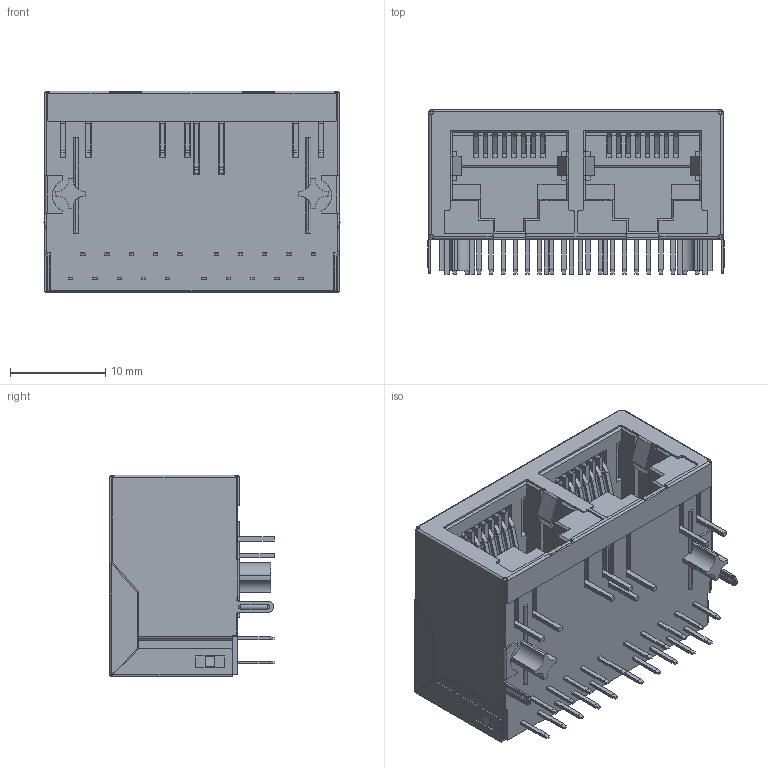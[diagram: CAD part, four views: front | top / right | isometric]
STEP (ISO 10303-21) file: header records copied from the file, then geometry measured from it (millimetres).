
FILE_DESCRIPTION (( 'STEP AP214' ), '1' );
FILE_NAME ('FRJ45081-2306K6K2102-REF .STEP', '2026-02-10T05:54:39', ( '' ), ( '' ), 'SwSTEP 2.0', 'SolidWorks 2021', '' );
FILE_SCHEMA (( 'AUTOMOTIVE_DESIGN' ));
Length unit declared in the file: millimetre
Products named in the file (1): FRJ45081-2306K6K2102-REF 
Bounding box: 31 x 17.2 x 21.15 mm (x, y, z)
Volume: 3952.3 mm3; surface area: 8123.8 mm2
Topology: 1 solids, 5 shells, 1560 faces, 4139 edges, 2581 vertices
Faces by surface type: plane 1240, cylinder 298, bspline 14, sphere 8
Entity records: 47596 total; most frequent: CARTESIAN_POINT 8803, ORIENTED_EDGE 8262, DIRECTION 7722, EDGE_CURVE 4131, LINE 3462, VECTOR 3462, VERTEX_POINT 2577, AXIS2_PLACEMENT_3D 2130
